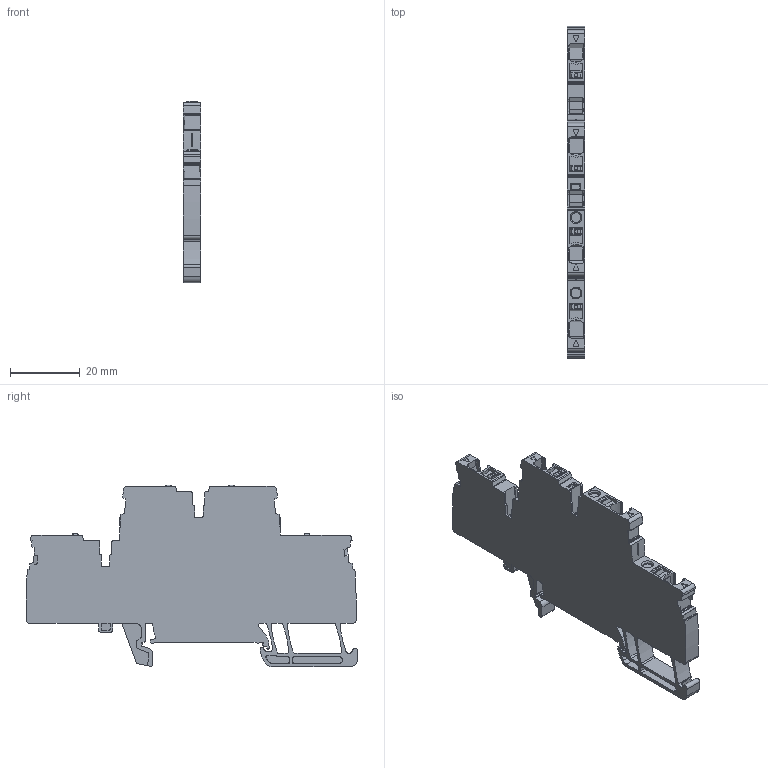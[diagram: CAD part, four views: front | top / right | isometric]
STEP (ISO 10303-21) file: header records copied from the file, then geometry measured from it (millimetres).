
FILE_DESCRIPTION(('CATIA V5 STEP Exchange','CAx-IF Rec.Pracs.--- Model Styling and Organization---1.5--- 2016-08-15','CAx-IF Rec.Pracs.---Supplemental Geometry---1.0---2011-11-01','CAx-IF Rec.Pracs.--- Composite Materials ---1.1---2010-07-15'),'2;1');
FILE_NAME ('1482422-5_2', '2024-05-30T10:02:42+00:00', ('none'), ('Weidmueller'), 'CATIA Version 5-6 Release 2022 SP4 HF5', 'CATIA V5 STEP AP214 v3', 'none');
FILE_SCHEMA(('AUTOMOTIVE_DESIGN { 1 0 10303 214 1 1 1 1 }'));
Length unit declared in the file: millimetre
Products named in the file (1): 2902380000
Bounding box: 5.1 x 94.97 x 52 mm (x, y, z)
Volume: 15473.7 mm3; surface area: 9692.2 mm2
Topology: 1 solids, 2 shells, 727 faces, 2038 edges, 1338 vertices
Faces by surface type: cylinder 336, plane 324, bspline 40, cone 22, torus 3, sphere 2
Entity records: 27051 total; most frequent: CARTESIAN_POINT 9168, ORIENTED_EDGE 4072, DIRECTION 2991, EDGE_CURVE 2036, VERTEX_POINT 1338, VECTOR 1187, LINE 1187, AXIS2_PLACEMENT_3D 1184
